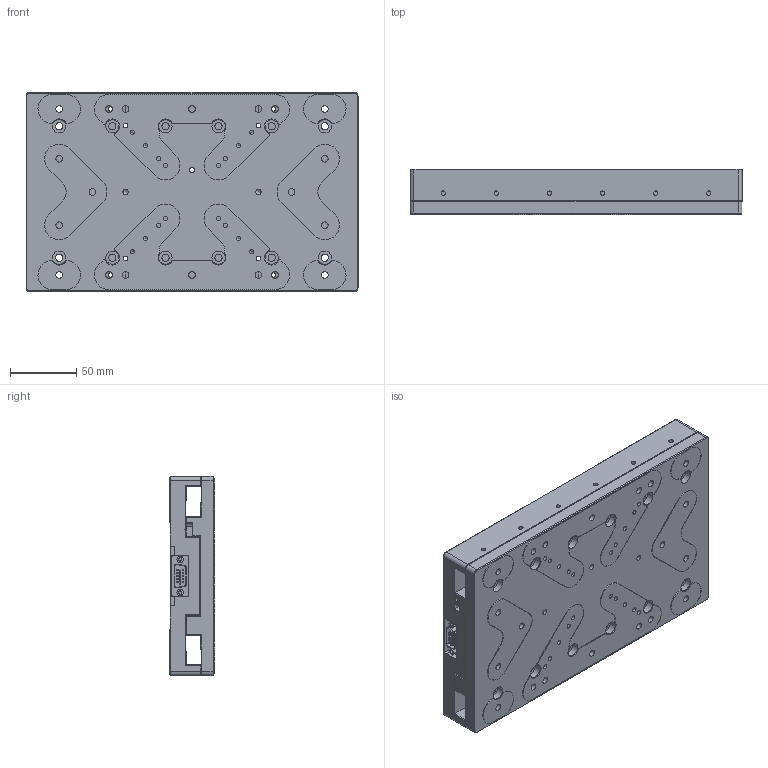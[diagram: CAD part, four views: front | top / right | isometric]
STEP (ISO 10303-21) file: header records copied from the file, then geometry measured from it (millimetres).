
FILE_DESCRIPTION (( 'STEP AP203' ), '1' );
FILE_NAME ('527459.STEP', '2025-05-06T05:56:37', ( 'Windows User' ), ( 'P R C' ), 'SwSTEP 2.0', 'SolidWorks 2020', '' );
FILE_SCHEMA (( 'CONFIG_CONTROL_DESIGN' ));
Length unit declared in the file: millimetre
Products named in the file (1): 527459
Bounding box: 250 x 34 x 150 mm (x, y, z)
Volume: 993181.8 mm3; surface area: 243207.6 mm2
Topology: 6 solids, 6 shells, 1143 faces, 3026 edges, 1995 vertices
Faces by surface type: plane 584, cylinder 473, cone 52, torus 30, bspline 4
Full cylindrical faces by diameter (mm): 1 x30, 1.08 x15, 2.05 x4, 2.5 x8, 3 x4, 3.2 x6, 3.3 x30, 3.4 x6, 3.5 x1, 4 x6, 4.5 x8, 5 x20, 5.5 x30, 5.8 x4, 6.2 x2, 6.4 x4, 6.5 x6, 8 x6, 8.25 x4, 9.75 x6, 10 x22, 11.2 x4
Entity records: 35364 total; most frequent: CARTESIAN_POINT 6994, DIRECTION 5957, ORIENTED_EDGE 5398, EDGE_CURVE 2699, AXIS2_PLACEMENT_3D 2187, VERTEX_POINT 1950, EDGE_LOOP 1765, VECTOR 1583
